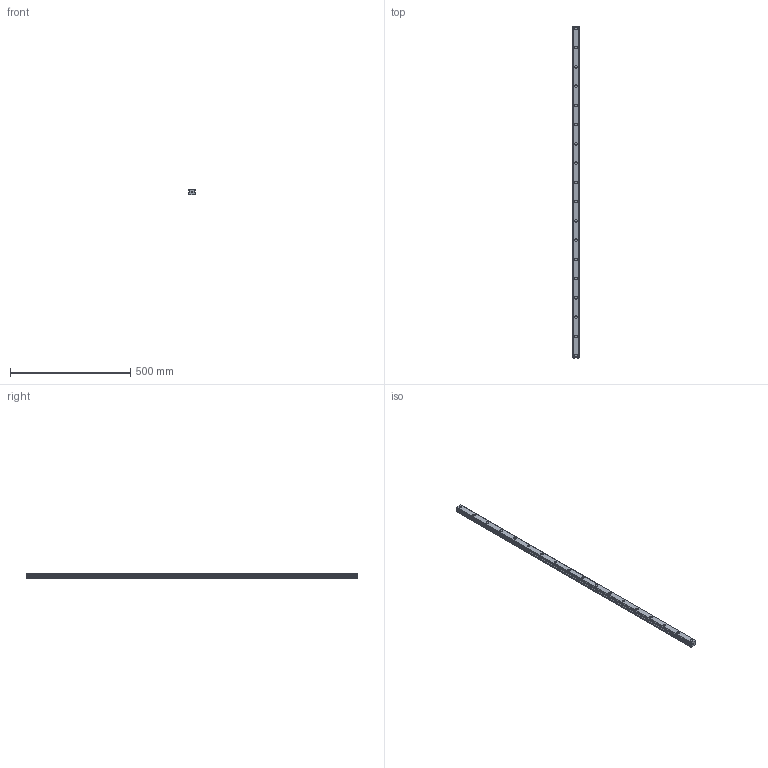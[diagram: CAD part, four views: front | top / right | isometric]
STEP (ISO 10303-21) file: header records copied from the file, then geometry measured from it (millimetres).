
FILE_DESCRIPTION(('STEP AP214'),'1');
FILE_NAME('cctmp_92AAA549-49B1-43D0-B0E5-35A1B9A48E86_2021_02_10_10_45_37_0807..stp','2021-02-10T09:45:37',('HIWIN GmbH'),('CADClick - www.CADClick.com'),'Spatial InterOp 3D',' ','unknown authorization');
FILE_SCHEMA(('AUTOMOTIVE_DESIGN'));
Length unit declared in the file: millimetre
Products named in the file (1): EGR30R1380C_FILE
Bounding box: 28 x 1380 x 23 mm (x, y, z)
Volume: 770555.1 mm3; surface area: 156070.4 mm2
Topology: 1 solids, 1 shells, 265 faces, 615 edges, 410 vertices
Faces by surface type: plane 139, cylinder 126
Entity records: 9765 total; most frequent: DIRECTION 1399, CARTESIAN_POINT 1291, ORIENTED_EDGE 1230, EDGE_CURVE 615, AXIS2_PLACEMENT_3D 518, VERTEX_POINT 410, LINE 363, VECTOR 363
